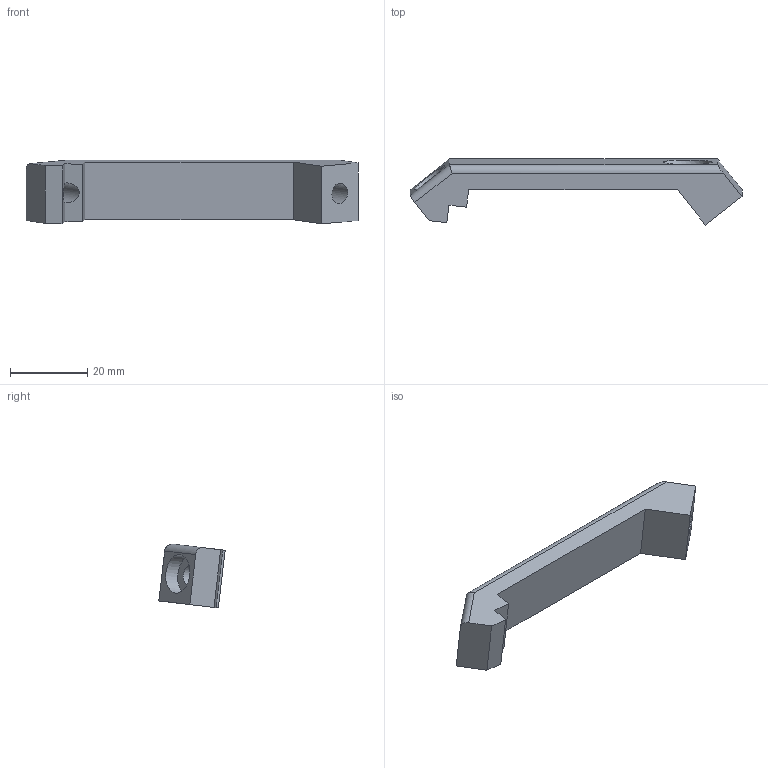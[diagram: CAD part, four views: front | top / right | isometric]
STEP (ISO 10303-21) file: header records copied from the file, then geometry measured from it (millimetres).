
FILE_DESCRIPTION(/* description */ (''),/* implementation_level */ '2;1');
FILE_NAME(/* name */ 'back support bracket.step',/* time_stamp */ '2024-09-17T22:23:56+02:00',/* author */ (''),/* organization */ (''),/* preprocessor_version */ 'ST-DEVELOPER v20',/* originating_system */ 'Autodesk Translation Framework v13.14.0.145',/* authorisation */ '');
FILE_SCHEMA (('AUTOMOTIVE_DESIGN { 1 0 10303 214 3 1 1 }'));
Length unit declared in the file: millimetre
Products named in the file (2): SC63 stroker v2; back body 2.0
Assembly tree (1 placements, depth 2):
  SC63 stroker v2
    back body 2.0
Bounding box: 85.83 x 17.13 x 16.48 mm (x, y, z)
Volume: 8547.7 mm3; surface area: 4589.7 mm2
Topology: 1 solids, 1 shells, 23 faces, 57 edges, 37 vertices
Faces by surface type: plane 17, cylinder 6
Full cylindrical faces by diameter (mm): 5.3 x2, 10 x2
Entity records: 754 total; most frequent: DIRECTION 121, CARTESIAN_POINT 120, ORIENTED_EDGE 114, EDGE_CURVE 57, LINE 45, VECTOR 45, AXIS2_PLACEMENT_3D 38, VERTEX_POINT 37
